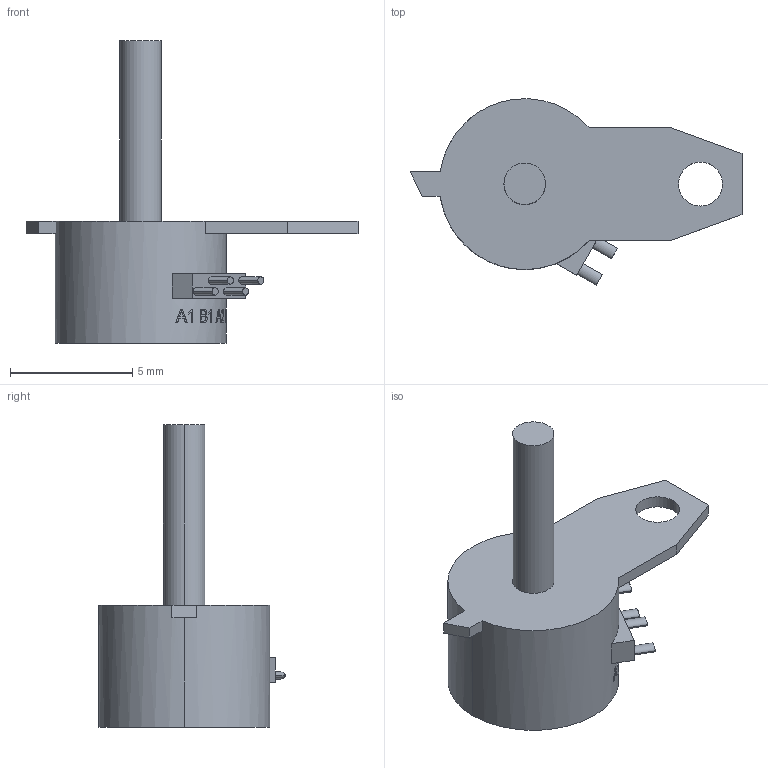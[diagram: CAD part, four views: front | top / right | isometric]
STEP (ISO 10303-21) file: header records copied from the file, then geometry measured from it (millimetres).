
FILE_DESCRIPTION (( 'STEP AP214' ), '1' );
FILE_NAME ('StepMotor_MDSW020B41alternat.STEP', '2020-04-01T12:19:39', ( 'Elessar' ), ( '' ), 'SwSTEP 2.0', 'SolidWorks 2018', '' );
FILE_SCHEMA (( 'AUTOMOTIVE_DESIGN' ));
Length unit declared in the file: millimetre
Products named in the file (1): StepMotor_MDSW020B41alternat
Bounding box: 13.6 x 7.64 x 12.4 mm (x, y, z)
Volume: 221.3 mm3; surface area: 289.9 mm2
Topology: 1 solids, 1 shells, 178 faces, 471 edges, 314 vertices
Faces by surface type: plane 80, bspline 68, cylinder 30
Entity records: 8908 total; most frequent: CARTESIAN_POINT 3338, ORIENTED_EDGE 942, DIRECTION 571, EDGE_CURVE 471, VERTEX_POINT 314, AXIS2_PLACEMENT_3D 210, B_SPLINE_CURVE_WITH_KNOTS 205, EDGE_LOOP 199
